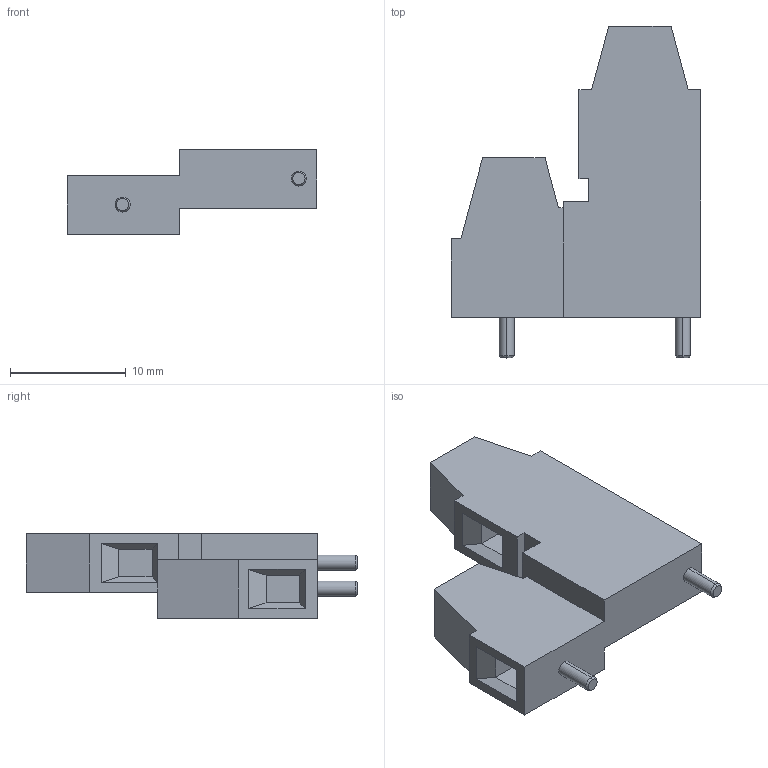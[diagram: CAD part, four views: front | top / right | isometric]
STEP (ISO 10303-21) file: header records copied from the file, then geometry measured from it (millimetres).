
FILE_DESCRIPTION (( 'STEP AP214' ), '1' );
FILE_NAME ('borne br12 deslocado à esquerda.STEP', '2023-01-05T01:39:41', ( '' ), ( '' ), 'SwSTEP 2.0', 'SolidWorks 2021', '' );
FILE_SCHEMA (( 'AUTOMOTIVE_DESIGN' ));
Length unit declared in the file: millimetre
Products named in the file (1): borne br12 deslocado à esquerda
Bounding box: 21.6 x 28.7 x 7.33 mm (x, y, z)
Volume: 1741.1 mm3; surface area: 1655.7 mm2
Topology: 1 solids, 1 shells, 71 faces, 170 edges, 109 vertices
Faces by surface type: plane 55, cylinder 12, cone 4
Entity records: 2356 total; most frequent: CARTESIAN_POINT 351, DIRECTION 350, ORIENTED_EDGE 340, EDGE_CURVE 170, LINE 134, VECTOR 134, VERTEX_POINT 109, AXIS2_PLACEMENT_3D 108
